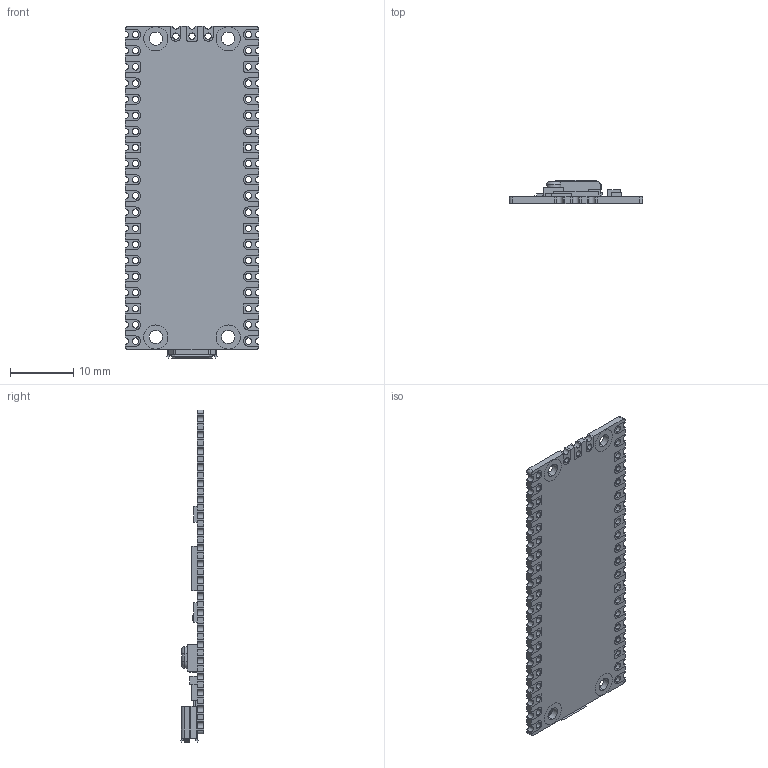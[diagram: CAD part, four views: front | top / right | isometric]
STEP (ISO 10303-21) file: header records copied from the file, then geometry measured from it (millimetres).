
FILE_DESCRIPTION(('FreeCAD Model'),'2;1');
FILE_NAME('Open CASCADE Shape Model','2022-05-23T14:47:37',('BT'),(''), 'Open CASCADE STEP processor 7.5','FreeCAD','Unknown');
FILE_SCHEMA(('AUTOMOTIVE_DESIGN { 1 0 10303 214 1 1 1 1 }'));
Length unit declared in the file: millimetre
Products named in the file (18): PICO_assm_140121.STEP; PICO_REF_BOARD.STEP; PICO_REF_USB.STEP005; PICO_REF_USB.STEP; PICO_REF_USB.STEP001; PICO_REF_USB.STEP002; PICO_REF_USB.STEP003; PICO_REF_USB.STEP004; PICO_REF_SWITCH.STEP; PICO_REF_MICROCONTROLLER.STEP; PICO_REF_LED.STEP; PICO_REF_ONSEMI.STEP; PICO_BOURNS.STEP; PICO_MURATA.STEP; PICO_RICHTEK.STEP; PICO_DIODES.STEP; PICO_AEL.STEP; PICO_WINBOND.STEP
Assembly tree (18 placements, depth 3):
  PICO_assm_140121.STEP
    PICO_REF_BOARD.STEP
    PICO_REF_USB.STEP005
      PICO_REF_USB.STEP
      PICO_REF_USB.STEP001
      PICO_REF_USB.STEP002
      PICO_REF_USB.STEP003
      PICO_REF_USB.STEP004
    PICO_REF_SWITCH.STEP
    PICO_REF_MICROCONTROLLER.STEP
    PICO_REF_LED.STEP
    PICO_REF_ONSEMI.STEP
    PICO_BOURNS.STEP
    PICO_MURATA.STEP  x2
    PICO_RICHTEK.STEP
    PICO_DIODES.STEP
    PICO_AEL.STEP
    PICO_WINBOND.STEP
Bounding box: 21 x 3.73 x 52.3 mm (x, y, z)
Volume: 1144.9 mm3; surface area: 2891.5 mm2
Topology: 17 solids, 17 shells, 604 faces, 1888 edges, 1328 vertices
Faces by surface type: plane 357, cylinder 245, torus 2
Entity records: 22379 total; most frequent: DIRECTION 3850, CARTESIAN_POINT 3813, ORIENTED_EDGE 3752, EDGE_CURVE 1876, AXIS2_PLACEMENT_3D 1357, VERTEX_POINT 1320, LINE 1136, VECTOR 1136
